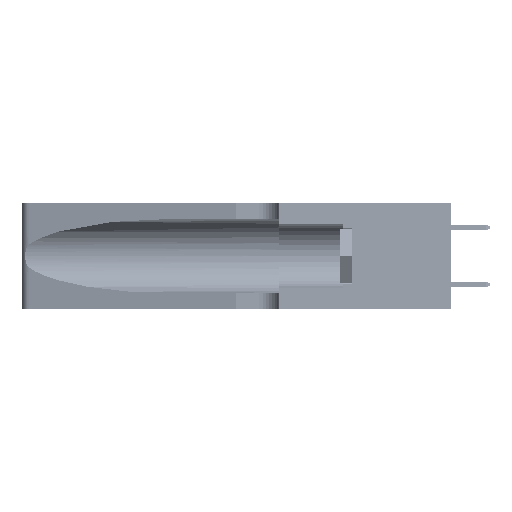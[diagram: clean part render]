
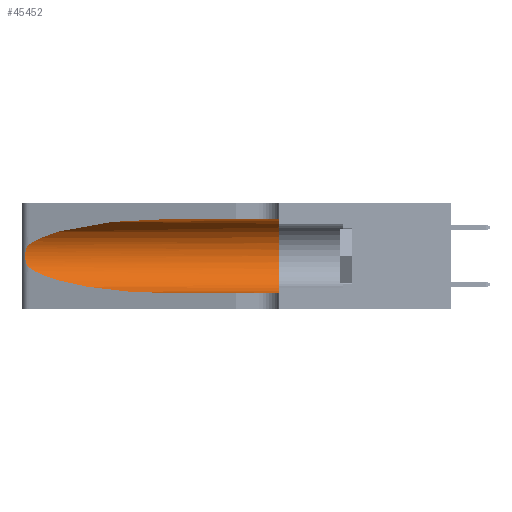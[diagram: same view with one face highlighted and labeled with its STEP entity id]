
A CAD part, left-side view. The second image highlights one B-rep face of the part: STEP entity #45452.
In plain terms, the highlighted cylindrical face has radius 3.308 mm (diameter 6.617 mm), a partial arc.
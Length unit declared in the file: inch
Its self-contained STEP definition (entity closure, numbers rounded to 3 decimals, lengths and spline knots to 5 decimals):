
#668 = CARTESIAN_POINT ( 'NONE',  ( 0.26018, 1.23835, 0.19895 ) ) ;
#2021 = CARTESIAN_POINT ( 'NONE',  ( 0.1305, 0.35, 0.05475 ) ) ;
#4445 = VERTEX_POINT ( 'NONE', #26429 ) ;
#4589 = EDGE_CURVE ( 'NONE', #18329, #9607, #11206, .T. ) ;
#5320 = LINE ( 'NONE', #36981, #45499 ) ;
#6669 = FACE_OUTER_BOUND ( 'NONE', #9009, .T. ) ;
#6737 = EDGE_CURVE ( 'NONE', #40392, #16054, #30438, .T. ) ;
#8306 = CIRCLE ( 'NONE', #28018, 0.13025 ) ;
#8318 = CARTESIAN_POINT ( 'NONE',  ( 0.1305, 0.35, 0.185 ) ) ;
#8816 = ORIENTED_EDGE ( 'NONE', *, *, #6737, .T. ) ;
#9009 = EDGE_LOOP ( 'NONE', ( #30574, #37321, #41876, #8816, #40643, #22847 ) ) ;
#9607 = VERTEX_POINT ( 'NONE', #21732 ) ;
#11206 = B_SPLINE_CURVE_WITH_KNOTS ( 'NONE', 3,
 ( #39540, #43647, #31300, #27180, #39270, #668, #11742, #19743, #19985, #12509, #15353, #43892, #28182, #38775 ),
 .UNSPECIFIED., .F., .F.,
 ( 4, 2, 2, 2, 2, 2, 4 ),
 ( 0., 0.00027, 0.00053, 0.00107, 0.0016, 0.00187, 0.00214 ),
 .UNSPECIFIED. ) ;
#11742 = CARTESIAN_POINT ( 'NONE',  ( 0.26075, 1.23896, 0.19203 ) ) ;
#12306 = EDGE_CURVE ( 'NONE', #4445, #18329, #27531, .T. ) ;
#12414 = CARTESIAN_POINT ( 'NONE',  ( 0.25487, 1.22718, 0.22369 ) ) ;
#12509 = CARTESIAN_POINT ( 'NONE',  ( 0.25856, 1.23593, 0.16098 ) ) ;
#15353 = CARTESIAN_POINT ( 'NONE',  ( 0.25789, 1.23486, 0.15765 ) ) ;
#15547 = DIRECTION ( 'NONE',  ( 0., 0., 1. ) ) ;
#16027 = CARTESIAN_POINT ( 'NONE',  ( 0.18966, 0.96281, 0.31525 ) ) ;
#16054 = VERTEX_POINT ( 'NONE', #2021 ) ;
#17029 = CARTESIAN_POINT ( 'NONE',  ( 0.2373, 1.15595, 0.28018 ) ) ;
#17553 = EDGE_CURVE ( 'NONE', #31052, #16054, #8306, .T. ) ;
#18329 = VERTEX_POINT ( 'NONE', #30286 ) ;
#19109 = AXIS2_PLACEMENT_3D ( 'NONE', #34203, #39072, #27466 ) ;
#19666 = DIRECTION ( 'NONE',  ( 0., 1., 0. ) ) ;
#19743 = CARTESIAN_POINT ( 'NONE',  ( 0.26075, 1.23896, 0.178 ) ) ;
#19985 = CARTESIAN_POINT ( 'NONE',  ( 0.26017, 1.23833, 0.17102 ) ) ;
#20398 = CARTESIAN_POINT ( 'NONE',  ( 0.1305, 0.72297, 0.31525 ) ) ;
#21732 = CARTESIAN_POINT ( 'NONE',  ( 0.25487, 1.22718, 0.14631 ) ) ;
#22378 = CYLINDRICAL_SURFACE ( 'NONE', #19109, 0.13025 ) ;
#22384 = EDGE_CURVE ( 'NONE', #4445, #31052, #5320, .T. ) ;
#22844 = VECTOR ( 'NONE', #34564, 39.37008 ) ;
#22847 = ORIENTED_EDGE ( 'NONE', *, *, #22384, .F. ) ;
#25599 = CARTESIAN_POINT ( 'NONE',  ( 0.25487, 1.22718, 0.14631 ) ) ;
#26429 = CARTESIAN_POINT ( 'NONE',  ( 0.1305, 0.72297, 0.31525 ) ) ;
#27180 = CARTESIAN_POINT ( 'NONE',  ( 0.25787, 1.23484, 0.2124 ) ) ;
#27466 = DIRECTION ( 'NONE',  ( 0., 0., -1. ) ) ;
#27531 =( BOUNDED_CURVE ( )  B_SPLINE_CURVE ( 3, ( #20398, #16027, #17029, #12414 ),
 .UNSPECIFIED., .F., .T. ) 
 B_SPLINE_CURVE_WITH_KNOTS ( ( 4, 4 ),
 ( 1.5708, 2.84003 ),
 .UNSPECIFIED. ) 
 CURVE ( )  GEOMETRIC_REPRESENTATION_ITEM ( )  RATIONAL_B_SPLINE_CURVE ( ( 1., 0.87, 0.87, 1. ) ) 
 REPRESENTATION_ITEM ( '' )  );
#28018 = AXIS2_PLACEMENT_3D ( 'NONE', #8318, #19666, #15547 ) ;
#28182 = CARTESIAN_POINT ( 'NONE',  ( 0.25555, 1.22993, 0.14849 ) ) ;
#29759 = DIRECTION ( 'NONE',  ( 0., -1., 0. ) ) ;
#30286 = CARTESIAN_POINT ( 'NONE',  ( 0.25487, 1.22718, 0.22369 ) ) ;
#30438 = LINE ( 'NONE', #42270, #22844 ) ;
#30574 = ORIENTED_EDGE ( 'NONE', *, *, #12306, .T. ) ;
#31052 = VERTEX_POINT ( 'NONE', #43704 ) ;
#31300 = CARTESIAN_POINT ( 'NONE',  ( 0.25639, 1.23184, 0.21858 ) ) ;
#34203 = CARTESIAN_POINT ( 'NONE',  ( 0.1305, 1.61858, 0.185 ) ) ;
#34277 = CARTESIAN_POINT ( 'NONE',  ( 0.1305, 0.72297, 0.05475 ) ) ;
#34564 = DIRECTION ( 'NONE',  ( 0., -1., 0. ) ) ;
#36981 = CARTESIAN_POINT ( 'NONE',  ( 0.1305, 1.61858, 0.31525 ) ) ;
#37321 = ORIENTED_EDGE ( 'NONE', *, *, #4589, .T. ) ;
#38775 = CARTESIAN_POINT ( 'NONE',  ( 0.25487, 1.22718, 0.14631 ) ) ;
#39072 = DIRECTION ( 'NONE',  ( 0., -1., 0. ) ) ;
#39270 = CARTESIAN_POINT ( 'NONE',  ( 0.25854, 1.2359, 0.20912 ) ) ;
#39540 = CARTESIAN_POINT ( 'NONE',  ( 0.25487, 1.22718, 0.22369 ) ) ;
#40392 = VERTEX_POINT ( 'NONE', #34277 ) ;
#40643 = ORIENTED_EDGE ( 'NONE', *, *, #17553, .F. ) ;
#41041 = CARTESIAN_POINT ( 'NONE',  ( 0.18966, 0.96281, 0.05475 ) ) ;
#41876 = ORIENTED_EDGE ( 'NONE', *, *, #50327, .T. ) ;
#42270 = CARTESIAN_POINT ( 'NONE',  ( 0.1305, 1.61858, 0.05475 ) ) ;
#43324 =( BOUNDED_CURVE ( )  B_SPLINE_CURVE ( 3, ( #25599, #45158, #41041, #48256 ),
 .UNSPECIFIED., .F., .T. ) 
 B_SPLINE_CURVE_WITH_KNOTS ( ( 4, 4 ),
 ( 3.44316, 4.71239 ),
 .UNSPECIFIED. ) 
 CURVE ( )  GEOMETRIC_REPRESENTATION_ITEM ( )  RATIONAL_B_SPLINE_CURVE ( ( 1., 0.87, 0.87, 1. ) ) 
 REPRESENTATION_ITEM ( '' )  );
#43647 = CARTESIAN_POINT ( 'NONE',  ( 0.25555, 1.22994, 0.2215 ) ) ;
#43704 = CARTESIAN_POINT ( 'NONE',  ( 0.1305, 0.35, 0.31525 ) ) ;
#43892 = CARTESIAN_POINT ( 'NONE',  ( 0.25639, 1.23186, 0.15144 ) ) ;
#45158 = CARTESIAN_POINT ( 'NONE',  ( 0.2373, 1.15595, 0.08982 ) ) ;
#45452 = ADVANCED_FACE ( 'NONE', ( #6669 ), #22378, .F. ) ;
#45499 = VECTOR ( 'NONE', #29759, 39.37008 ) ;
#48256 = CARTESIAN_POINT ( 'NONE',  ( 0.1305, 0.72297, 0.05475 ) ) ;
#50327 = EDGE_CURVE ( 'NONE', #9607, #40392, #43324, .T. ) ;
